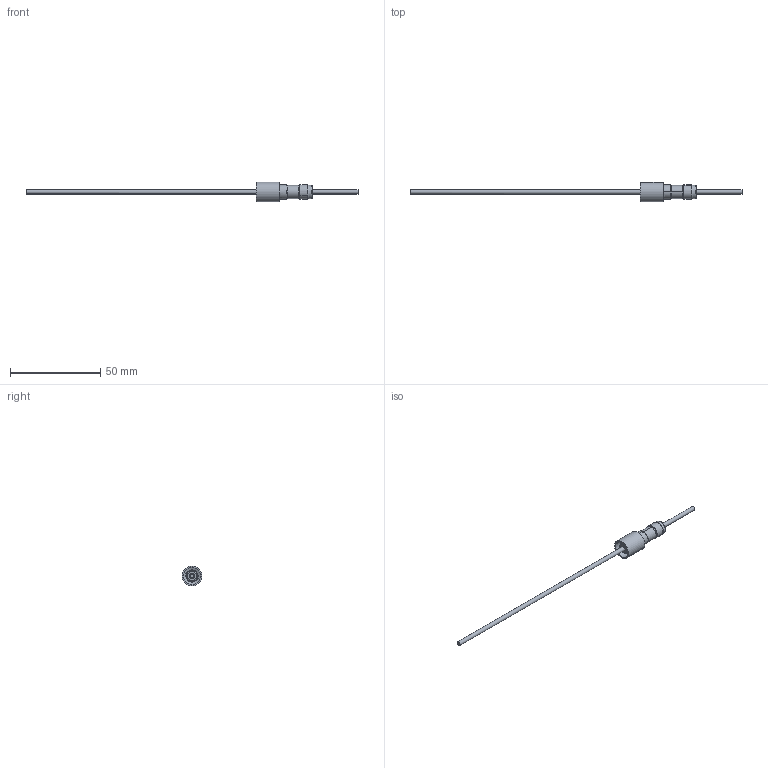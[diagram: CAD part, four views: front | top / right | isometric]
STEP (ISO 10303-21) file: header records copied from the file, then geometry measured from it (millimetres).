
FILE_DESCRIPTION (( 'STEP AP203' ), '1' );
FILE_NAME ('A0069-3-W.STEP', '2013-05-16T11:06:49', ( '' ), ( '' ), 'SwSTEP 2.0', 'SolidWorks 2012', '' );
FILE_SCHEMA (( 'CONFIG_CONTROL_DESIGN' ));
Length unit declared in the file: inch
Products named in the file (1): A0069-3-W
Bounding box: 184.15 x 11.04 x 11.04 mm (x, y, z)
Volume: 2200.4 mm3; surface area: 3320.9 mm2
Topology: 1 solids, 2 shells, 66 faces, 142 edges, 86 vertices
Faces by surface type: cylinder 34, cone 14, plane 10, torus 8
Entity records: 1893 total; most frequent: DIRECTION 370, CARTESIAN_POINT 295, ORIENTED_EDGE 284, AXIS2_PLACEMENT_3D 161, EDGE_CURVE 142, CIRCLE 94, VERTEX_POINT 86, EDGE_LOOP 74
